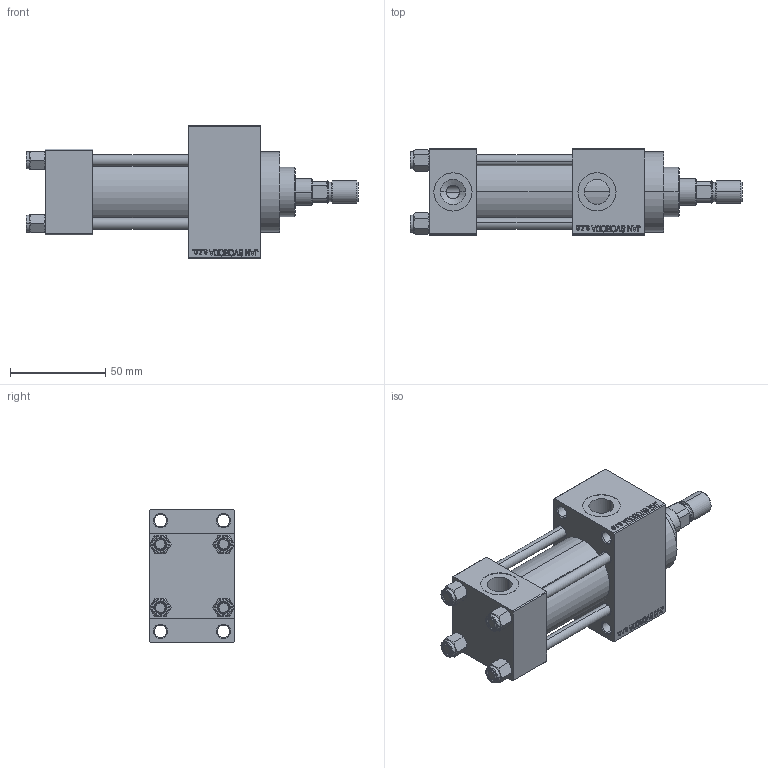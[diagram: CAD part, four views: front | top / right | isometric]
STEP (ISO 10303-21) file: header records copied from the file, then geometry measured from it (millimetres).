
FILE_DESCRIPTION (( 'STEP AP203' ), '1' );
FILE_NAME ('d8ab.STEP', '2022-04-16T08:01:15', ( '' ), ( '' ), 'SwSTEP 2.0', 'SolidWorks 2019', '' );
FILE_SCHEMA (( 'CONFIG_CONTROL_DESIGN' ));
Length unit declared in the file: millimetre
Products named in the file (7): V215CR_D_TYCINKA a0fd8aa7075f27a7b2d07216b3df8234; V215_VC_A a0fd8aa7075f27a7b2d07216b3df8234; d8ab; V215CR_VCP_D a0fd8aa7075f27a7b2d07216b3df8234; NUT_M5_D a0fd8aa7075f27a7b2d07216b3df8234; ROD_END_AH a0fd8aa7075f27a7b2d07216b3df8234; V215CR_D_Body a0fd8aa7075f27a7b2d07216b3df8234
Assembly tree (12 placements, depth 2):
  d8ab
    V215CR_D_Body a0fd8aa7075f27a7b2d07216b3df8234
    V215CR_VCP_D a0fd8aa7075f27a7b2d07216b3df8234
    NUT_M5_D a0fd8aa7075f27a7b2d07216b3df8234  x4
    V215CR_D_TYCINKA a0fd8aa7075f27a7b2d07216b3df8234  x4
    V215_VC_A a0fd8aa7075f27a7b2d07216b3df8234
    ROD_END_AH a0fd8aa7075f27a7b2d07216b3df8234
Bounding box: 174 x 45 x 70 mm (x, y, z)
Volume: 231883.8 mm3; surface area: 76228.3 mm2
Topology: 12 solids, 12 shells, 1124 faces, 2788 edges, 1803 vertices
Faces by surface type: plane 502, bspline 368, cone 148, cylinder 96, torus 10
Entity records: 47827 total; most frequent: CARTESIAN_POINT 25147, ORIENTED_EDGE 5068, DIRECTION 3300, EDGE_CURVE 2534, VERTEX_POINT 1659, VECTOR 1516, LINE 1516, EDGE_LOOP 1139
